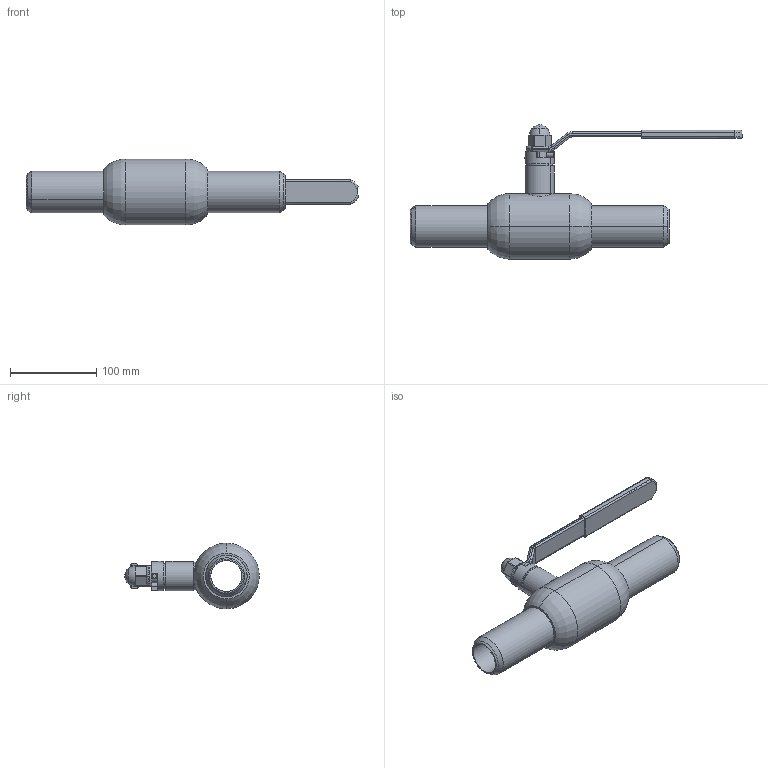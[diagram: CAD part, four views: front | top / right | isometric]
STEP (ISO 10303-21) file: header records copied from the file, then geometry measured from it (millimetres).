
FILE_DESCRIPTION (( 'STEP AP214' ), '1' );
FILE_NAME ('通径DN32焊接球阀.STEP', '2026-01-28T02:04:53', ( '' ), ( '' ), 'SwSTEP 2.0', 'SolidWorks 2022', '' );
FILE_SCHEMA (( 'AUTOMOTIVE_DESIGN' ));
Length unit declared in the file: millimetre
Products named in the file (9): 籵噤DN32爾諉⑩概; Q61F-40-3概裝; Q61F-40-19概裝蹟譫; DN32籵噤傻諉 -梓袧; Q61F-40-18參杶; Q61F-50-5粣杶; Q61F-40-16詩种; Q61F-40-17球阀把手; Q61F-40-1概极傖こ
Assembly tree (9 placements, depth 2):
  籵噤DN32爾諉⑩概
    Q61F-40-1概极傖こ
    Q61F-40-17球阀把手
    Q61F-40-18參杶
    Q61F-40-19概裝蹟譫
    Q61F-40-16詩种
    Q61F-40-3概裝
    Q61F-50-5粣杶
    DN32籵噤傻諉 -梓袧  x2
Bounding box: 384.03 x 155.5 x 76 mm (x, y, z)
Volume: 385678.1 mm3; surface area: 177062.4 mm2
Topology: 10 solids, 10 shells, 308 faces, 750 edges, 467 vertices
Faces by surface type: cylinder 112, plane 76, bspline 63, torus 41, cone 12, sphere 4
Entity records: 28456 total; most frequent: CARTESIAN_POINT 21416, ORIENTED_EDGE 1428, DIRECTION 1220, EDGE_CURVE 714, AXIS2_PLACEMENT_3D 495, VERTEX_POINT 449, EDGE_LOOP 315, ADVANCED_FACE 293
